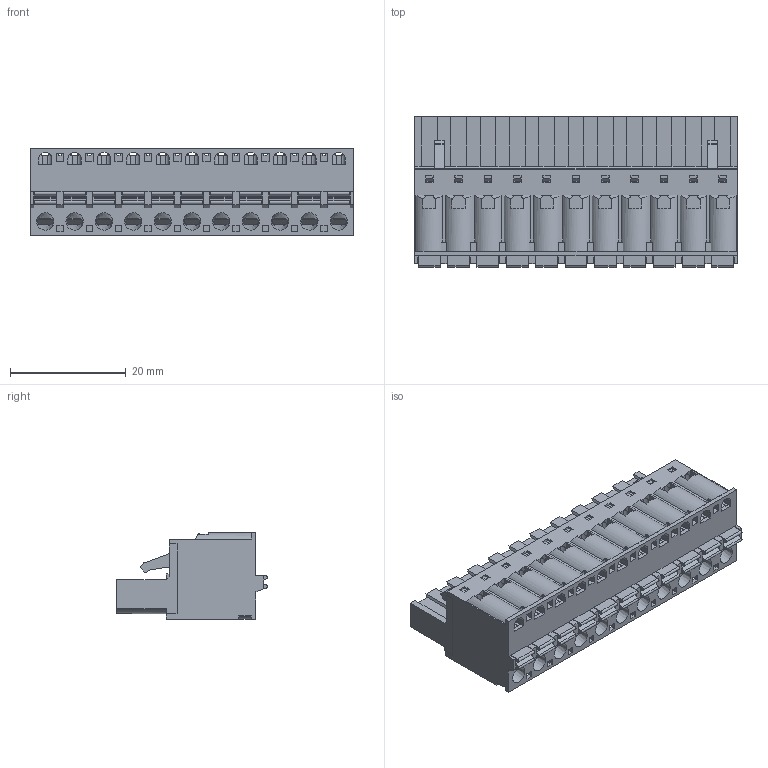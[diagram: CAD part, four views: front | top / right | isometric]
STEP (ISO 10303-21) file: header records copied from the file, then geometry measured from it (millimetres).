
FILE_DESCRIPTION(/* description */ ('Unknown'),/* implementation_level */ '2;1');
FILE_NAME(/* name */ '691353500011',/* time_stamp */ '2022-01-18T15:36:51+01:00',/* author */ ('Unknown'),/* organization */ ('Unknown'),/* preprocessor_version */ 'ST-DEVELOPER v16.7',/* originating_system */ 'Solid Edge',/* authorisation */ 'Unknown');
FILE_SCHEMA (('AUTOMOTIVE_DESIGN {1 0 10303 214 3 1 1}'));
Length unit declared in the file: millimetre
Products named in the file (6): 6913535000xx; 691353500011; 691353500011_BAS; 6913535000xx_LANGUETTE; 6913535000xx_PIN; 6913535000xx_BOUTON
Assembly tree (35 placements, depth 2):
  6913535000xx
    691353500011
    691353500011_BAS
    6913535000xx_LANGUETTE  x11
    6913535000xx_PIN  x11
    6913535000xx_BOUTON  x11
Bounding box: 55.88 x 26.05 x 15 mm (x, y, z)
Volume: 8830 mm3; surface area: 22043.9 mm2
Topology: 35 solids, 35 shells, 3005 faces, 8578 edges, 5591 vertices
Faces by surface type: plane 2326, cylinder 635, bspline 33, cone 11
Full cylindrical faces by diameter (mm): 1.5 x11, 3 x11
Entity records: 52722 total; most frequent: CARTESIAN_POINT 10647, ORIENTED_EDGE 9024, DIRECTION 8177, EDGE_CURVE 4512, LINE 3931, VECTOR 3931, VERTEX_POINT 2969, AXIS2_PLACEMENT_3D 2123
